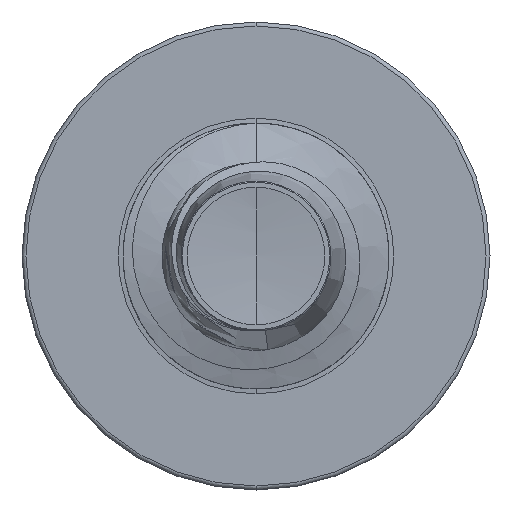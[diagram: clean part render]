
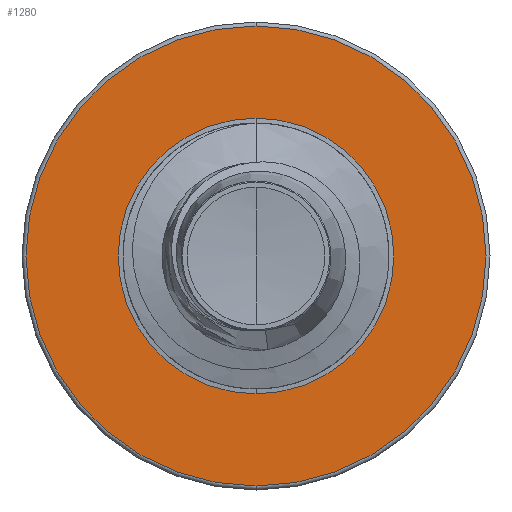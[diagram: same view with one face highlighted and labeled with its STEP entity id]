
A CAD part, front view. The second image highlights one B-rep face of the part: STEP entity #1280.
In plain terms, the highlighted planar face has unit normal (0, -1, 0).
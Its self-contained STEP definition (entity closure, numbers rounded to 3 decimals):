
#1280 = ADVANCED_FACE ( 'NONE', ( #15697, #17275 ), #14576, .F. ) ;
#1304 = DIRECTION ( 'NONE',  ( 0., 0., 1. ) ) ;
#1306 = DIRECTION ( 'NONE',  ( 0., 1., 0. ) ) ;
#1331 = CARTESIAN_POINT ( 'NONE',  ( 0., 10., 0. ) ) ;
#5316 = DIRECTION ( 'NONE',  ( 0., 0., 1. ) ) ;
#5345 = DIRECTION ( 'NONE',  ( 0., 1., 0. ) ) ;
#5352 = CARTESIAN_POINT ( 'NONE',  ( 0., 10., 0. ) ) ;
#5394 = AXIS2_PLACEMENT_3D ( 'NONE', #1331, #1306, #1304 ) ;
#5442 = CARTESIAN_POINT ( 'NONE',  ( 0., 10., -1.296 ) ) ;
#6125 = VERTEX_POINT ( 'NONE', #9134 ) ;
#6539 = ORIENTED_EDGE ( 'NONE', *, *, #10554, .T. ) ;
#7207 = AXIS2_PLACEMENT_3D ( 'NONE', #9155, #9125, #9082 ) ;
#7824 = AXIS2_PLACEMENT_3D ( 'NONE', #5352, #5345, #5316 ) ;
#8764 = CARTESIAN_POINT ( 'NONE',  ( 0., 10., 2.163 ) ) ;
#9082 = DIRECTION ( 'NONE',  ( 0., 0., 1. ) ) ;
#9125 = DIRECTION ( 'NONE',  ( 0., 1., 0. ) ) ;
#9134 = CARTESIAN_POINT ( 'NONE',  ( 0., 10., 1.296 ) ) ;
#9155 = CARTESIAN_POINT ( 'NONE',  ( 0., 10., 0. ) ) ;
#10554 = EDGE_CURVE ( 'NONE', #17082, #6125, #15808, .T. ) ;
#10704 = ORIENTED_EDGE ( 'NONE', *, *, #15412, .T. ) ;
#10900 = EDGE_LOOP ( 'NONE', ( #10704, #6539 ) ) ;
#11742 = CIRCLE ( 'NONE', #7207, 1.296 ) ;
#11959 = AXIS2_PLACEMENT_3D ( 'NONE', #18032, #18029, #18024 ) ;
#12647 = AXIS2_PLACEMENT_3D ( 'NONE', #14565, #16781, #16766 ) ;
#13799 = ORIENTED_EDGE ( 'NONE', *, *, #16104, .F. ) ;
#13937 = VERTEX_POINT ( 'NONE', #17420 ) ;
#14049 = CIRCLE ( 'NONE', #7824, 2.163 ) ;
#14307 = VERTEX_POINT ( 'NONE', #8764 ) ;
#14565 = CARTESIAN_POINT ( 'NONE',  ( 0., 10., -1.296 ) ) ;
#14576 = PLANE ( 'NONE',  #12647 ) ;
#15090 = EDGE_CURVE ( 'NONE', #14307, #13937, #14049, .T. ) ;
#15412 = EDGE_CURVE ( 'NONE', #6125, #17082, #11742, .T. ) ;
#15697 = FACE_OUTER_BOUND ( 'NONE', #16219, .T. ) ;
#15808 = CIRCLE ( 'NONE', #11959, 1.296 ) ;
#15967 = ORIENTED_EDGE ( 'NONE', *, *, #15090, .F. ) ;
#16104 = EDGE_CURVE ( 'NONE', #13937, #14307, #16307, .T. ) ;
#16219 = EDGE_LOOP ( 'NONE', ( #15967, #13799 ) ) ;
#16307 = CIRCLE ( 'NONE', #5394, 2.163 ) ;
#16766 = DIRECTION ( 'NONE',  ( 0., 0., 1. ) ) ;
#16781 = DIRECTION ( 'NONE',  ( 0., 1., 0. ) ) ;
#17082 = VERTEX_POINT ( 'NONE', #5442 ) ;
#17275 = FACE_BOUND ( 'NONE', #10900, .T. ) ;
#17420 = CARTESIAN_POINT ( 'NONE',  ( 0., 10., -2.162 ) ) ;
#18024 = DIRECTION ( 'NONE',  ( 0., 0., 1. ) ) ;
#18029 = DIRECTION ( 'NONE',  ( 0., 1., 0. ) ) ;
#18032 = CARTESIAN_POINT ( 'NONE',  ( 0., 10., 0. ) ) ;
